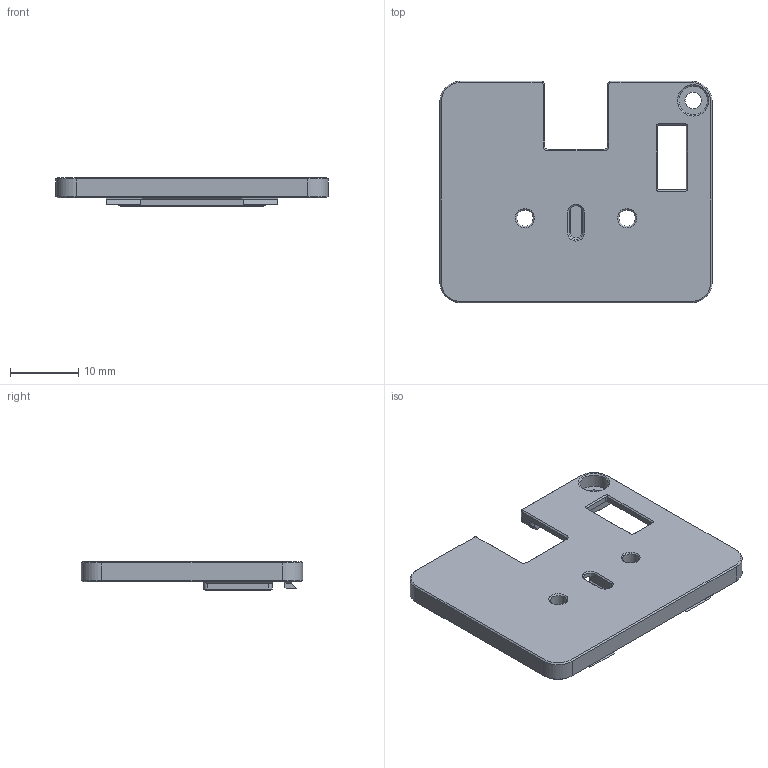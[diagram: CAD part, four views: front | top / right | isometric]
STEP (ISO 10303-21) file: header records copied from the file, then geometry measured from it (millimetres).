
FILE_DESCRIPTION(/* description */ (''),/* implementation_level */ '2;1');
FILE_NAME(/* name */ 'Switch Base Part B.step',/* time_stamp */ '2023-04-07T19:58:40+02:00',/* author */ (''),/* organization */ (''),/* preprocessor_version */ 'ST-DEVELOPER v19.2',/* originating_system */ 'Autodesk Translation Framework v12.4.0.73',/* authorisation */ '');
FILE_SCHEMA (('AUTOMOTIVE_DESIGN { 1 0 10303 214 3 1 1 }'));
Length unit declared in the file: millimetre
Products named in the file (1): Switch Base Part B
Bounding box: 40 x 32.5 x 4.25 mm (x, y, z)
Volume: 2781.2 mm3; surface area: 3122 mm2
Topology: 1 solids, 1 shells, 255 faces, 602 edges, 354 vertices
Faces by surface type: plane 139, cone 65, cylinder 43, bspline 8
Full cylindrical faces by diameter (mm): 2.2 x3, 2.4 x3, 4.2 x1
Entity records: 7344 total; most frequent: CARTESIAN_POINT 1436, DIRECTION 1233, ORIENTED_EDGE 1204, EDGE_CURVE 602, LINE 427, VECTOR 427, AXIS2_PLACEMENT_3D 403, VERTEX_POINT 354
